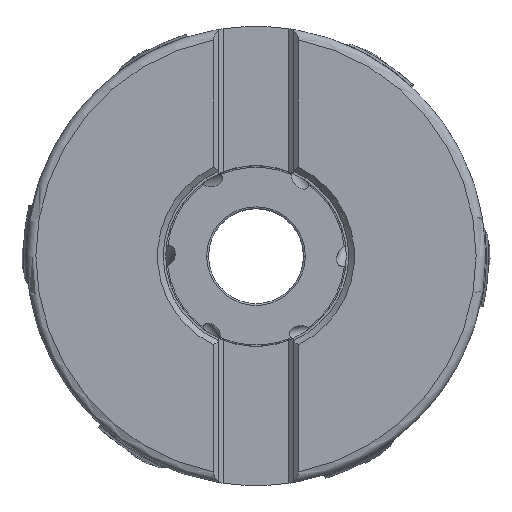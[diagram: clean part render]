
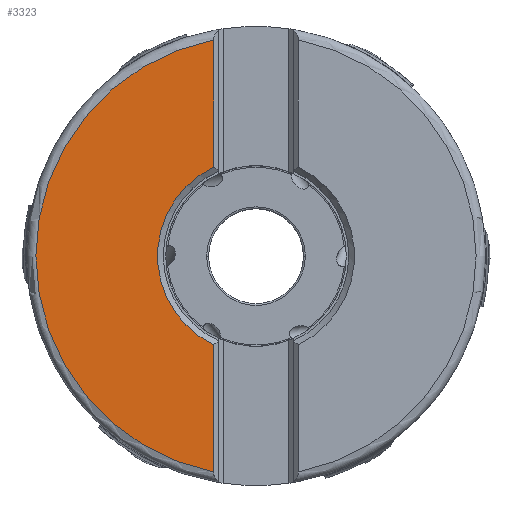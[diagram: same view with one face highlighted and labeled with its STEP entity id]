
A CAD part, top view. The second image highlights one B-rep face of the part: STEP entity #3323.
In plain terms, the highlighted planar face has unit normal (0, 0, 1).
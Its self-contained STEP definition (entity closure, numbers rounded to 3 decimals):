
#1008=PLANE('',#17642);
#1683=LINE('',#40943,#2501);
#1684=LINE('',#41061,#2502);
#2501=VECTOR('',#20913,1.);
#2502=VECTOR('',#20932,1.);
#3323=ADVANCED_FACE('',(#4300),#1008,.F.);
#4300=FACE_OUTER_BOUND('',#5222,.T.);
#5222=EDGE_LOOP('',(#10244,#10245,#10246,#10247));
#10244=ORIENTED_EDGE('',*,*,#15220,.T.);
#10245=ORIENTED_EDGE('',*,*,#15228,.T.);
#10246=ORIENTED_EDGE('',*,*,#15229,.T.);
#10247=ORIENTED_EDGE('',*,*,#15214,.T.);
#12917=VERTEX_POINT('',#40944);
#12918=VERTEX_POINT('',#40945);
#12920=VERTEX_POINT('',#40991);
#12928=VERTEX_POINT('',#41062);
#15214=EDGE_CURVE('',#12917,#12918,#1683,.T.);
#15220=EDGE_CURVE('',#12918,#12920,#16133,.T.);
#15228=EDGE_CURVE('',#12920,#12928,#1684,.T.);
#15229=EDGE_CURVE('',#12928,#12917,#16137,.T.);
#16133=CIRCLE('',#17635,46.419);
#16137=CIRCLE('',#17641,20.75);
#17635=AXIS2_PLACEMENT_3D('',#40992,#20920,#20921);
#17641=AXIS2_PLACEMENT_3D('',#41063,#20933,#20934);
#17642=AXIS2_PLACEMENT_3D('',#41064,#20935,#20936);
#20913=DIRECTION('',(0.,1.,0.));
#20920=DIRECTION('',(0.,0.,1.));
#20921=DIRECTION('',(-0.193,0.981,0.));
#20932=DIRECTION('',(0.,1.,0.));
#20933=DIRECTION('',(0.,0.,-1.));
#20934=DIRECTION('',(-0.431,-0.902,0.));
#20935=DIRECTION('',(0.,0.,-1.));
#20936=DIRECTION('',(-1.,0.,0.));
#40943=CARTESIAN_POINT('',(-8.938,18.727,0.));
#40944=CARTESIAN_POINT('',(-8.938,18.727,0.));
#40945=CARTESIAN_POINT('',(-8.938,45.55,0.));
#40991=CARTESIAN_POINT('',(-8.938,-45.55,0.));
#40992=CARTESIAN_POINT('',(0.,0.,0.));
#41061=CARTESIAN_POINT('',(-8.938,-45.55,0.));
#41062=CARTESIAN_POINT('',(-8.938,-18.727,0.));
#41063=CARTESIAN_POINT('',(0.,0.,0.));
#41064=CARTESIAN_POINT('',(0.,0.,0.));
